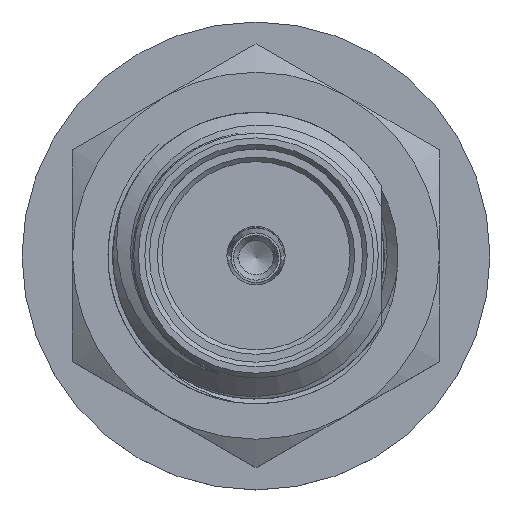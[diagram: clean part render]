
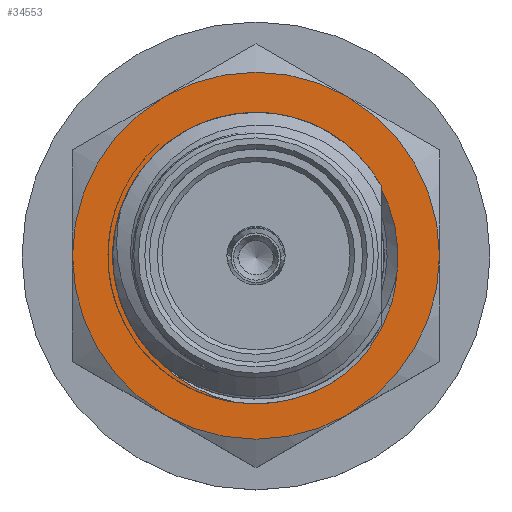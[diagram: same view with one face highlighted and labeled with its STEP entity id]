
A CAD part, top view. The second image highlights one B-rep face of the part: STEP entity #34553.
In plain terms, the highlighted planar face has unit normal (0, 0, 1).
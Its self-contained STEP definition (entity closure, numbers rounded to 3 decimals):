
#2010=B_SPLINE_CURVE_WITH_KNOTS('',3,(#58990,#58991,#58992,#58993),
 .UNSPECIFIED.,.F.,.F.,(4,4),(0.006,0.006),
 .UNSPECIFIED.);
#2011=B_SPLINE_CURVE_WITH_KNOTS('',3,(#58995,#58996,#58997,#58998),
 .UNSPECIFIED.,.F.,.F.,(4,4),(0.,1.),.UNSPECIFIED.);
#3871=B_SPLINE_CURVE_WITH_KNOTS('',3,(#71259,#71260,#71261,#71262),
 .UNSPECIFIED.,.F.,.F.,(4,4),(0.,1.),.UNSPECIFIED.);
#3872=B_SPLINE_CURVE_WITH_KNOTS('',3,(#71264,#71265,#71266,#71267),
 .UNSPECIFIED.,.F.,.F.,(4,4),(0.,1.),.UNSPECIFIED.);
#3873=B_SPLINE_CURVE_WITH_KNOTS('',3,(#71269,#71270,#71271,#71272),
 .UNSPECIFIED.,.F.,.F.,(4,4),(0.,1.),.UNSPECIFIED.);
#3874=B_SPLINE_CURVE_WITH_KNOTS('',3,(#71274,#71275,#71276,#71277),
 .UNSPECIFIED.,.F.,.F.,(4,4),(0.,0.775),.UNSPECIFIED.);
#5673=PLANE('',#38237);
#16247=ORIENTED_EDGE('',*,*,#21675,.T.);
#16248=ORIENTED_EDGE('',*,*,#21674,.T.);
#16249=ORIENTED_EDGE('',*,*,#21673,.T.);
#16250=ORIENTED_EDGE('',*,*,#21672,.T.);
#16251=ORIENTED_EDGE('',*,*,#21671,.T.);
#16252=ORIENTED_EDGE('',*,*,#21670,.T.);
#16253=ORIENTED_EDGE('',*,*,#18892,.F.);
#16254=ORIENTED_EDGE('',*,*,#21676,.T.);
#16255=ORIENTED_EDGE('',*,*,#21682,.T.);
#16256=ORIENTED_EDGE('',*,*,#21683,.T.);
#16257=ORIENTED_EDGE('',*,*,#21684,.T.);
#16258=ORIENTED_EDGE('',*,*,#21685,.T.);
#16259=ORIENTED_EDGE('',*,*,#18896,.T.);
#16260=ORIENTED_EDGE('',*,*,#18893,.F.);
#18892=EDGE_CURVE('',#23109,#23110,#2010,.T.);
#18893=EDGE_CURVE('',#23110,#23111,#2011,.F.);
#18896=EDGE_CURVE('',#23112,#23111,#24765,.F.);
#21670=EDGE_CURVE('',#24617,#24614,#24928,.T.);
#21671=EDGE_CURVE('',#24612,#24617,#24929,.T.);
#21672=EDGE_CURVE('',#24608,#24612,#24930,.T.);
#21673=EDGE_CURVE('',#24601,#24608,#24931,.T.);
#21674=EDGE_CURVE('',#24599,#24601,#24932,.T.);
#21675=EDGE_CURVE('',#24614,#24599,#24933,.T.);
#21676=EDGE_CURVE('',#23109,#24619,#24934,.T.);
#21682=EDGE_CURVE('',#24619,#24623,#3871,.T.);
#21683=EDGE_CURVE('',#24623,#24624,#3872,.T.);
#21684=EDGE_CURVE('',#24624,#24625,#3873,.T.);
#21685=EDGE_CURVE('',#24625,#23112,#3874,.T.);
#23109=VERTEX_POINT('',#58989);
#23110=VERTEX_POINT('',#58994);
#23111=VERTEX_POINT('',#58999);
#23112=VERTEX_POINT('',#59014);
#24599=VERTEX_POINT('',#71089);
#24601=VERTEX_POINT('',#71101);
#24608=VERTEX_POINT('',#71135);
#24612=VERTEX_POINT('',#71157);
#24614=VERTEX_POINT('',#71172);
#24617=VERTEX_POINT('',#71189);
#24619=VERTEX_POINT('',#71217);
#24623=VERTEX_POINT('',#71258);
#24624=VERTEX_POINT('',#71268);
#24625=VERTEX_POINT('',#71273);
#24765=CIRCLE('',#36248,3.125);
#24928=CIRCLE('',#38223,4.);
#24929=CIRCLE('',#38225,4.);
#24930=CIRCLE('',#38227,4.);
#24931=CIRCLE('',#38229,4.);
#24932=CIRCLE('',#38231,4.);
#24933=CIRCLE('',#38233,4.);
#24934=CIRCLE('',#38235,3.095);
#27437=EDGE_LOOP('',(#16247,#16248,#16249,#16250,#16251,#16252));
#27438=EDGE_LOOP('',(#16253,#16254,#16255,#16256,#16257,#16258,#16259,#16260));
#29951=FACE_BOUND('',#27437,.T.);
#29952=FACE_BOUND('',#27438,.T.);
#34553=ADVANCED_FACE('',(#29951,#29952),#5673,.T.);
#36248=AXIS2_PLACEMENT_3D('',#59013,#41665,#41666);
#38223=AXIS2_PLACEMENT_3D('',#71204,#45771,#45772);
#38225=AXIS2_PLACEMENT_3D('',#71206,#45775,#45776);
#38227=AXIS2_PLACEMENT_3D('',#71208,#45779,#45780);
#38229=AXIS2_PLACEMENT_3D('',#71210,#45783,#45784);
#38231=AXIS2_PLACEMENT_3D('',#71212,#45787,#45788);
#38233=AXIS2_PLACEMENT_3D('',#71214,#45791,#45792);
#38235=AXIS2_PLACEMENT_3D('',#71216,#45795,#45796);
#38237=AXIS2_PLACEMENT_3D('',#71263,#45799,#45800);
#41665=DIRECTION('',(0.,0.,1.));
#41666=DIRECTION('',(1.,0.,0.));
#45771=DIRECTION('',(0.,0.,1.));
#45772=DIRECTION('',(-0.5,-0.866,0.));
#45775=DIRECTION('',(0.,0.,1.));
#45776=DIRECTION('',(-1.,0.,0.));
#45779=DIRECTION('',(0.,0.,1.));
#45780=DIRECTION('',(-0.5,0.866,0.));
#45783=DIRECTION('',(0.,0.,1.));
#45784=DIRECTION('',(0.5,0.866,0.));
#45787=DIRECTION('',(0.,0.,1.));
#45788=DIRECTION('',(1.,0.,0.));
#45791=DIRECTION('',(0.,0.,1.));
#45792=DIRECTION('',(0.5,-0.866,0.));
#45795=DIRECTION('',(0.,0.,-1.));
#45796=DIRECTION('',(-0.795,-0.607,0.));
#45799=DIRECTION('',(0.,0.,1.));
#45800=DIRECTION('',(0.,1.,0.));
#58989=CARTESIAN_POINT('',(-2.814,-1.289,8.784));
#58990=CARTESIAN_POINT('',(-2.814,-1.289,8.784));
#58991=CARTESIAN_POINT('',(-2.756,-1.438,8.784));
#58992=CARTESIAN_POINT('',(-2.687,-1.583,8.784));
#58993=CARTESIAN_POINT('',(-2.606,-1.722,8.784));
#58994=CARTESIAN_POINT('',(-2.607,-1.722,8.784));
#58995=CARTESIAN_POINT('',(-2.597,-1.739,8.784));
#58996=CARTESIAN_POINT('',(-2.6,-1.733,8.784));
#58997=CARTESIAN_POINT('',(-2.604,-1.728,8.784));
#58998=CARTESIAN_POINT('',(-2.607,-1.722,8.784));
#58999=CARTESIAN_POINT('',(-2.596,-1.739,8.785));
#59013=CARTESIAN_POINT('',(0.,0.,8.784));
#59014=CARTESIAN_POINT('',(-2.107,-2.308,8.784));
#71089=CARTESIAN_POINT('',(4.,0.,8.784));
#71101=CARTESIAN_POINT('',(2.,3.464,8.784));
#71135=CARTESIAN_POINT('',(-2.,3.464,8.784));
#71157=CARTESIAN_POINT('',(-4.,0.,8.784));
#71172=CARTESIAN_POINT('',(2.,-3.464,8.784));
#71189=CARTESIAN_POINT('',(-2.,-3.464,8.784));
#71204=CARTESIAN_POINT('',(0.,0.,8.784));
#71206=CARTESIAN_POINT('',(0.,0.,8.784));
#71208=CARTESIAN_POINT('',(0.,0.,8.784));
#71210=CARTESIAN_POINT('',(0.,0.,8.784));
#71212=CARTESIAN_POINT('',(0.,0.,8.784));
#71214=CARTESIAN_POINT('',(0.,0.,8.784));
#71216=CARTESIAN_POINT('',(0.,0.,8.784));
#71217=CARTESIAN_POINT('',(3.072,-0.38,8.784));
#71258=CARTESIAN_POINT('',(2.937,-1.094,8.784));
#71259=CARTESIAN_POINT('',(3.072,-0.38,8.784));
#71260=CARTESIAN_POINT('',(3.055,-0.622,8.784));
#71261=CARTESIAN_POINT('',(3.01,-0.86,8.784));
#71262=CARTESIAN_POINT('',(2.937,-1.094,8.784));
#71263=CARTESIAN_POINT('',(0.,0.,8.784));
#71264=CARTESIAN_POINT('',(2.937,-1.094,8.784));
#71265=CARTESIAN_POINT('',(2.76,-1.66,8.784));
#71266=CARTESIAN_POINT('',(2.426,-2.165,8.784));
#71267=CARTESIAN_POINT('',(1.974,-2.554,8.784));
#71268=CARTESIAN_POINT('',(1.974,-2.554,8.784));
#71269=CARTESIAN_POINT('',(1.974,-2.554,8.784));
#71270=CARTESIAN_POINT('',(1.303,-3.072,8.784));
#71271=CARTESIAN_POINT('',(0.429,-3.31,8.784));
#71272=CARTESIAN_POINT('',(-0.415,-3.201,8.784));
#71273=CARTESIAN_POINT('',(-0.415,-3.201,8.784));
#71274=CARTESIAN_POINT('',(-0.415,-3.201,8.784));
#71275=CARTESIAN_POINT('',(-1.059,-3.083,8.784));
#71276=CARTESIAN_POINT('',(-1.658,-2.765,8.784));
#71277=CARTESIAN_POINT('',(-2.107,-2.308,8.784));
